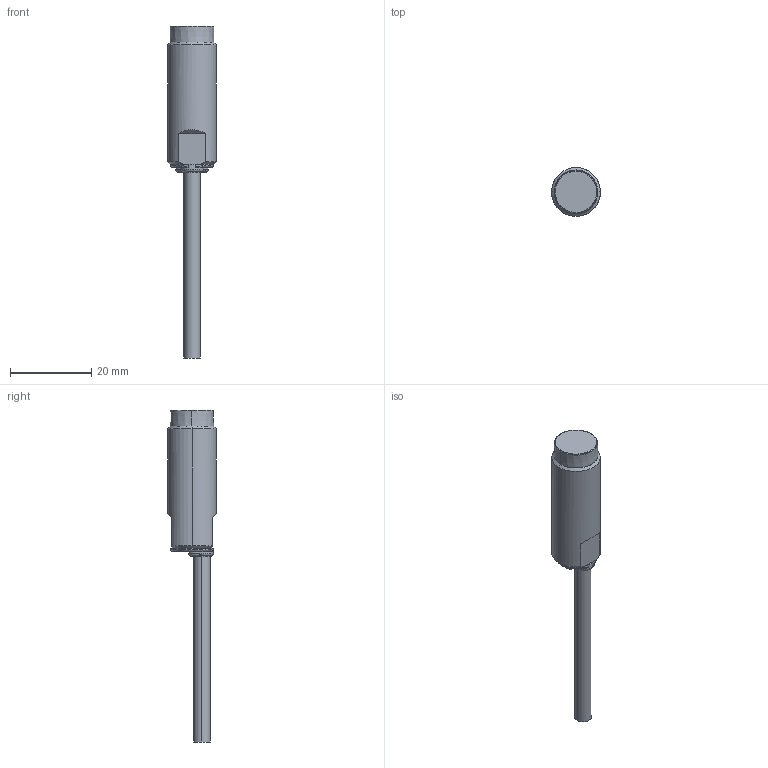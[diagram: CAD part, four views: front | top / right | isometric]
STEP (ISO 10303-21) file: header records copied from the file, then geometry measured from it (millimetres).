
FILE_DESCRIPTION((''),'2;1');
FILE_NAME('SHORT_NO_FLUSH_CABLE_ASM','2018-05-23T',('Eric.Zhang'),(''),'PRO/ENGINEER BY PARAMETRIC TECHNOLOGY CORPORATION, 2007450','PRO/ENGINEER BY PARAMETRIC TECHNOLOGY CORPORATION, 2007450','');
FILE_SCHEMA(('AUTOMOTIVE_DESIGN_CC2 { 1 2 10303 214 -1 1 5 2 }'));
Length unit declared in the file: millimetre
Products named in the file (8): 84-020; 1402166; 1413156; CABLE; 58-214; SHORT_NO_FLUSH_CABLE_PCB; COMPOUND_SNC; SHORT_NO_FLUSH_CABLE_ASM
Assembly tree (7 placements, depth 2):
  SHORT_NO_FLUSH_CABLE_ASM
    84-020
    1402166
    1413156
    CABLE
    58-214
    SHORT_NO_FLUSH_CABLE_PCB
    COMPOUND_SNC
Bounding box: 12 x 12 x 81.75 mm (x, y, z)
Volume: 4378.2 mm3; surface area: 6434.7 mm2
Topology: 7 solids, 7 shells, 467 faces, 1265 edges, 811 vertices
Faces by surface type: plane 230, cylinder 137, torus 46, cone 22, bspline 22, sphere 10
Entity records: 18234 total; most frequent: CARTESIAN_POINT 3717, DIRECTION 2588, ORIENTED_EDGE 2514, EDGE_CURVE 1257, AXIS2_PLACEMENT_3D 983, VERTEX_POINT 811, PRESENTATION_STYLE_ASSIGNMENT 772, STYLED_ITEM 748
